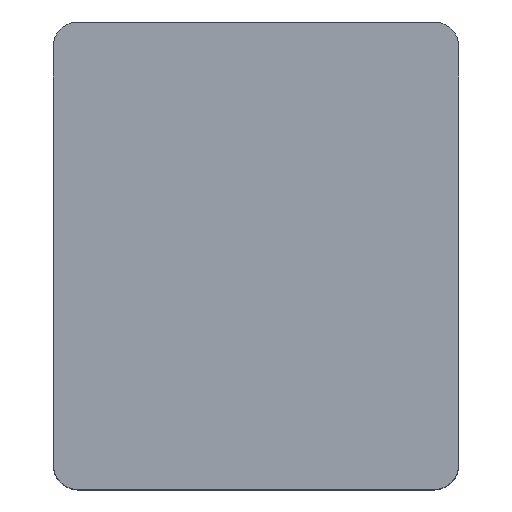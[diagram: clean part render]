
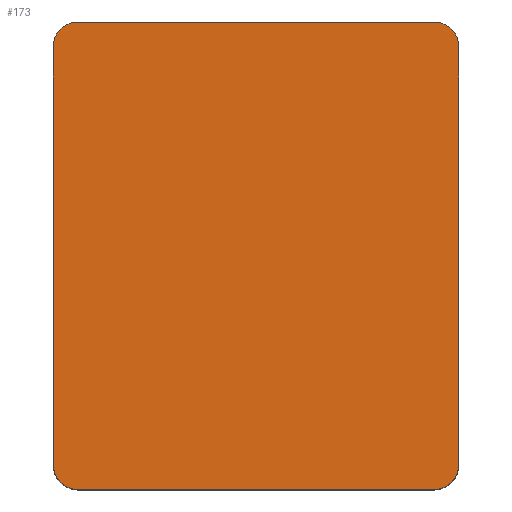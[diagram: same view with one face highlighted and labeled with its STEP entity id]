
A CAD part, top view. The second image highlights one B-rep face of the part: STEP entity #173.
In plain terms, the highlighted planar face has unit normal (0, 0, 1).
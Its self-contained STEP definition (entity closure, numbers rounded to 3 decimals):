
#19=FACE_OUTER_BOUND('',#29,.T.);
#29=EDGE_LOOP('',(#119,#120,#121,#122,#123,#124,#125,#126));
#39=LINE('',#275,#55);
#40=LINE('',#279,#56);
#41=LINE('',#283,#57);
#42=LINE('',#286,#58);
#55=VECTOR('',#221,10.);
#56=VECTOR('',#224,10.);
#57=VECTOR('',#227,10.);
#58=VECTOR('',#230,10.);
#71=CIRCLE('',#198,10.);
#72=CIRCLE('',#199,10.);
#73=CIRCLE('',#200,10.);
#74=CIRCLE('',#201,10.);
#79=VERTEX_POINT('',#271);
#80=VERTEX_POINT('',#272);
#81=VERTEX_POINT('',#274);
#82=VERTEX_POINT('',#276);
#83=VERTEX_POINT('',#278);
#84=VERTEX_POINT('',#280);
#85=VERTEX_POINT('',#282);
#86=VERTEX_POINT('',#284);
#95=EDGE_CURVE('',#79,#80,#71,.T.);
#96=EDGE_CURVE('',#80,#81,#39,.T.);
#97=EDGE_CURVE('',#81,#82,#72,.T.);
#98=EDGE_CURVE('',#82,#83,#40,.T.);
#99=EDGE_CURVE('',#83,#84,#73,.T.);
#100=EDGE_CURVE('',#84,#85,#41,.T.);
#101=EDGE_CURVE('',#85,#86,#74,.T.);
#102=EDGE_CURVE('',#86,#79,#42,.T.);
#119=ORIENTED_EDGE('',*,*,#95,.T.);
#120=ORIENTED_EDGE('',*,*,#96,.T.);
#121=ORIENTED_EDGE('',*,*,#97,.T.);
#122=ORIENTED_EDGE('',*,*,#98,.T.);
#123=ORIENTED_EDGE('',*,*,#99,.T.);
#124=ORIENTED_EDGE('',*,*,#100,.T.);
#125=ORIENTED_EDGE('',*,*,#101,.T.);
#126=ORIENTED_EDGE('',*,*,#102,.T.);
#167=PLANE('',#197);
#173=ADVANCED_FACE('',(#19),#167,.T.);
#197=AXIS2_PLACEMENT_3D('',#270,#217,#218);
#198=AXIS2_PLACEMENT_3D('',#273,#219,#220);
#199=AXIS2_PLACEMENT_3D('',#277,#222,#223);
#200=AXIS2_PLACEMENT_3D('',#281,#225,#226);
#201=AXIS2_PLACEMENT_3D('',#285,#228,#229);
#217=DIRECTION('center_axis',(0.,0.,1.));
#218=DIRECTION('ref_axis',(1.,0.,0.));
#219=DIRECTION('center_axis',(0.,0.,1.));
#220=DIRECTION('ref_axis',(0.707,0.707,0.));
#221=DIRECTION('',(-1.,0.,0.));
#222=DIRECTION('center_axis',(0.,0.,1.));
#223=DIRECTION('ref_axis',(-0.707,0.707,0.));
#224=DIRECTION('',(0.,-1.,0.));
#225=DIRECTION('center_axis',(0.,0.,1.));
#226=DIRECTION('ref_axis',(-0.707,-0.707,0.));
#227=DIRECTION('',(1.,0.,0.));
#228=DIRECTION('center_axis',(0.,0.,1.));
#229=DIRECTION('ref_axis',(0.707,-0.707,0.));
#230=DIRECTION('',(0.,1.,0.));
#270=CARTESIAN_POINT('Origin',(84.5,97.5,150.));
#271=CARTESIAN_POINT('',(169.,185.,150.));
#272=CARTESIAN_POINT('',(159.,195.,150.));
#273=CARTESIAN_POINT('Origin',(159.,185.,150.));
#274=CARTESIAN_POINT('',(10.,195.,150.));
#275=CARTESIAN_POINT('',(169.,195.,150.));
#276=CARTESIAN_POINT('',(0.,185.,150.));
#277=CARTESIAN_POINT('Origin',(10.,185.,150.));
#278=CARTESIAN_POINT('',(0.,10.,150.));
#279=CARTESIAN_POINT('',(0.,195.,150.));
#280=CARTESIAN_POINT('',(10.,0.,150.));
#281=CARTESIAN_POINT('Origin',(10.,10.,150.));
#282=CARTESIAN_POINT('',(159.,0.,150.));
#283=CARTESIAN_POINT('',(0.,0.,150.));
#284=CARTESIAN_POINT('',(169.,10.,150.));
#285=CARTESIAN_POINT('Origin',(159.,10.,150.));
#286=CARTESIAN_POINT('',(169.,0.,150.));
